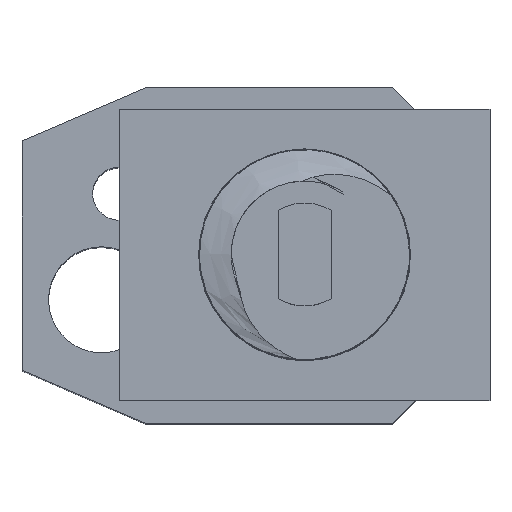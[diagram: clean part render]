
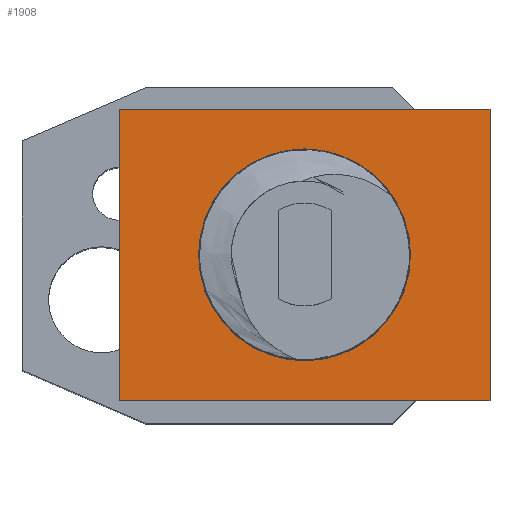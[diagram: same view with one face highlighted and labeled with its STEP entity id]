
A CAD part, top view. The second image highlights one B-rep face of the part: STEP entity #1908.
In plain terms, the highlighted planar face has unit normal (0, 0, 1).
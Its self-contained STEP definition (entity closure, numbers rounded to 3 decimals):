
#42=FACE_BOUND('',#253,.T.);
#68=PLANE('',#2053);
#133=FACE_OUTER_BOUND('',#252,.T.);
#252=EDGE_LOOP('',(#1433,#1434,#1435,#1436));
#253=EDGE_LOOP('',(#1437));
#344=CIRCLE('',#2050,6.);
#529=LINE('',#4016,#657);
#532=LINE('',#4021,#660);
#534=LINE('',#4025,#662);
#536=LINE('',#4028,#664);
#657=VECTOR('',#2287,10.);
#660=VECTOR('',#2292,10.);
#662=VECTOR('',#2296,10.);
#664=VECTOR('',#2300,10.);
#808=VERTEX_POINT('',#4014);
#809=VERTEX_POINT('',#4015);
#810=VERTEX_POINT('',#4020);
#811=VERTEX_POINT('',#4024);
#813=VERTEX_POINT('',#4032);
#1030=EDGE_CURVE('',#808,#809,#529,.T.);
#1033=EDGE_CURVE('',#809,#810,#532,.T.);
#1035=EDGE_CURVE('',#810,#811,#534,.T.);
#1037=EDGE_CURVE('',#811,#808,#536,.T.);
#1040=EDGE_CURVE('',#813,#813,#344,.T.);
#1433=ORIENTED_EDGE('',*,*,#1037,.T.);
#1434=ORIENTED_EDGE('',*,*,#1030,.T.);
#1435=ORIENTED_EDGE('',*,*,#1033,.T.);
#1436=ORIENTED_EDGE('',*,*,#1035,.T.);
#1437=ORIENTED_EDGE('',*,*,#1040,.T.);
#1908=ADVANCED_FACE('',(#133,#42),#68,.T.);
#2050=AXIS2_PLACEMENT_3D('',#4034,#2306,#2307);
#2053=AXIS2_PLACEMENT_3D('',#4039,#2313,#2314);
#2287=DIRECTION('',(1.,0.,0.));
#2292=DIRECTION('',(0.,1.,0.));
#2296=DIRECTION('',(-1.,0.,0.));
#2300=DIRECTION('',(0.,-1.,0.));
#2306=DIRECTION('center_axis',(0.,0.,-1.));
#2307=DIRECTION('ref_axis',(1.,0.,0.));
#2313=DIRECTION('center_axis',(0.,0.,1.));
#2314=DIRECTION('ref_axis',(1.,0.,0.));
#4014=CARTESIAN_POINT('',(-10.5,-8.25,0.));
#4015=CARTESIAN_POINT('',(10.5,-8.25,0.));
#4016=CARTESIAN_POINT('',(-10.5,-8.25,0.));
#4020=CARTESIAN_POINT('',(10.5,8.25,0.));
#4021=CARTESIAN_POINT('',(10.5,-8.25,0.));
#4024=CARTESIAN_POINT('',(-10.5,8.25,0.));
#4025=CARTESIAN_POINT('',(10.5,8.25,0.));
#4028=CARTESIAN_POINT('',(-10.5,8.25,0.));
#4032=CARTESIAN_POINT('',(-6.,0.,0.));
#4034=CARTESIAN_POINT('Origin',(0.,0.,
0.));
#4039=CARTESIAN_POINT('Origin',(0.,0.,0.));
